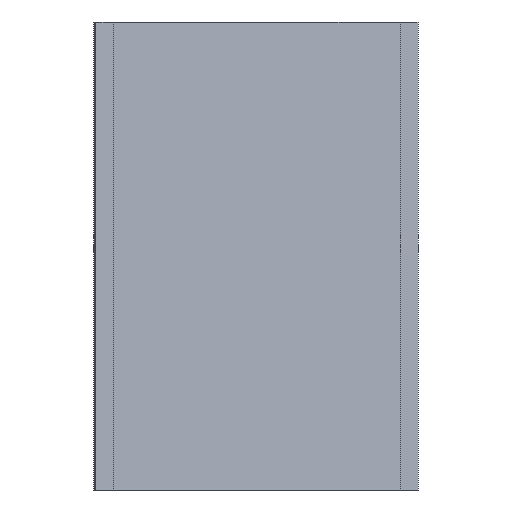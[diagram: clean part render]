
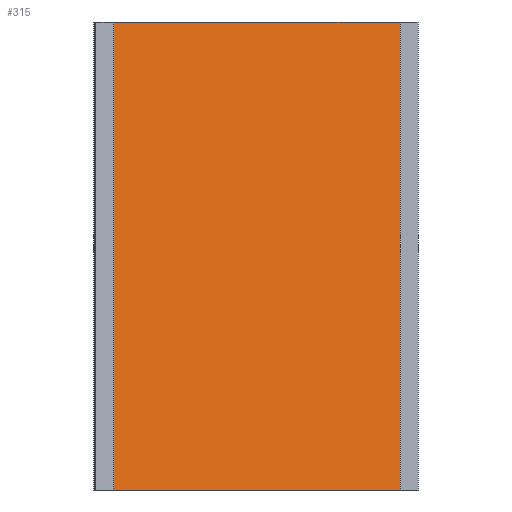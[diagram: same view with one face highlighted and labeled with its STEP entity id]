
A CAD part, front view. The second image highlights one B-rep face of the part: STEP entity #315.
In plain terms, the highlighted planar face has unit normal (0.394, -0.919, 0).
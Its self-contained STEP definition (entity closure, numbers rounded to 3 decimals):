
#11 = ORIENTED_EDGE ( 'NONE', *, *, #354, .F. ) ;
#25 = ORIENTED_EDGE ( 'NONE', *, *, #37, .T. ) ;
#36 = FACE_OUTER_BOUND ( 'NONE', #220, .T. ) ;
#37 = EDGE_CURVE ( 'NONE', #118, #390, #111, .T. ) ;
#53 = AXIS2_PLACEMENT_3D ( 'NONE', #269, #434, #211 ) ;
#80 = VERTEX_POINT ( 'NONE', #130 ) ;
#94 = VECTOR ( 'NONE', #222, 1000. ) ;
#111 = LINE ( 'NONE', #146, #94 ) ;
#115 = LINE ( 'NONE', #199, #305 ) ;
#118 = VERTEX_POINT ( 'NONE', #255 ) ;
#130 = CARTESIAN_POINT ( 'NONE',  ( 83.355, 10.029, -60. ) ) ;
#146 = CARTESIAN_POINT ( 'NONE',  ( 83.355, 10.029, 60. ) ) ;
#170 = VECTOR ( 'NONE', #240, 1000. ) ;
#199 = CARTESIAN_POINT ( 'NONE',  ( 9.883, -21.488, 60. ) ) ;
#211 = DIRECTION ( 'NONE',  ( 0.919, 0.394, 0. ) ) ;
#220 = EDGE_LOOP ( 'NONE', ( #365, #11, #25, #385 ) ) ;
#222 = DIRECTION ( 'NONE',  ( -0.919, -0.394, 0. ) ) ;
#237 = CARTESIAN_POINT ( 'NONE',  ( 9.883, -21.488, -60. ) ) ;
#240 = DIRECTION ( 'NONE',  ( 0., 0., -1. ) ) ;
#247 = CARTESIAN_POINT ( 'NONE',  ( 9.883, -21.488, 60. ) ) ;
#255 = CARTESIAN_POINT ( 'NONE',  ( 83.355, 10.029, 60. ) ) ;
#259 = DIRECTION ( 'NONE',  ( 0.919, 0.394, 0. ) ) ;
#269 = CARTESIAN_POINT ( 'NONE',  ( 83.355, 10.029, -60. ) ) ;
#275 = EDGE_CURVE ( 'NONE', #410, #80, #411, .T. ) ;
#305 = VECTOR ( 'NONE', #316, 1000. ) ;
#309 = CARTESIAN_POINT ( 'NONE',  ( 9.883, -21.488, -60. ) ) ;
#315 = ADVANCED_FACE ( 'NONE', ( #36 ), #435, .T. ) ;
#316 = DIRECTION ( 'NONE',  ( 0., 0., -1. ) ) ;
#331 = VECTOR ( 'NONE', #259, 1000. ) ;
#344 = CARTESIAN_POINT ( 'NONE',  ( 83.355, 10.029, 60. ) ) ;
#345 = LINE ( 'NONE', #344, #170 ) ;
#354 = EDGE_CURVE ( 'NONE', #118, #80, #345, .T. ) ;
#365 = ORIENTED_EDGE ( 'NONE', *, *, #275, .T. ) ;
#385 = ORIENTED_EDGE ( 'NONE', *, *, #416, .T. ) ;
#390 = VERTEX_POINT ( 'NONE', #247 ) ;
#410 = VERTEX_POINT ( 'NONE', #237 ) ;
#411 = LINE ( 'NONE', #309, #331 ) ;
#416 = EDGE_CURVE ( 'NONE', #390, #410, #115, .T. ) ;
#434 = DIRECTION ( 'NONE',  ( 0.394, -0.919, 0. ) ) ;
#435 = PLANE ( 'NONE',  #53 ) ;
